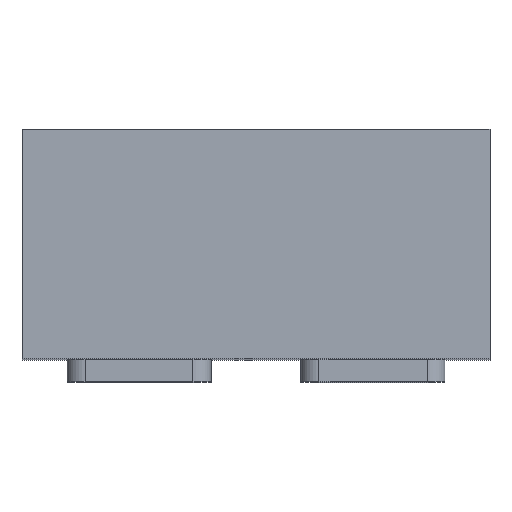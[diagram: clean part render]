
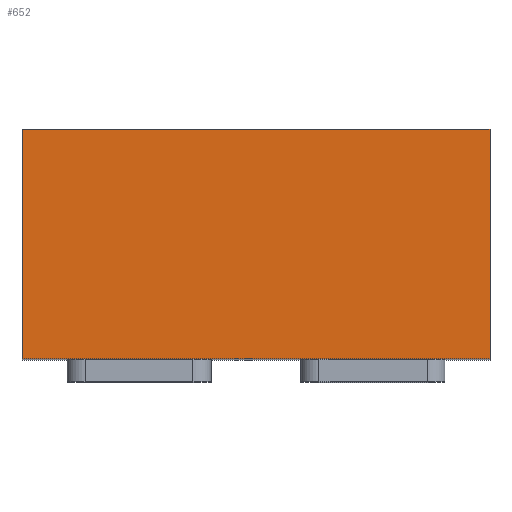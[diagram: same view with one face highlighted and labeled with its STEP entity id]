
A CAD part, top view. The second image highlights one B-rep face of the part: STEP entity #652.
In plain terms, the highlighted planar face has unit normal (0, 0, 1).
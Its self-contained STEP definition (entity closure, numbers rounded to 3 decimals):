
#75=FACE_OUTER_BOUND('',#114,.T.);
#114=EDGE_LOOP('',(#479,#480,#481,#482));
#150=LINE('',#950,#222);
#163=LINE('',#995,#235);
#170=LINE('',#1008,#242);
#171=LINE('',#1010,#243);
#222=VECTOR('',#763,1000.);
#235=VECTOR('',#796,1000.);
#242=VECTOR('',#807,1000.);
#243=VECTOR('',#810,1000.);
#292=VERTEX_POINT('',#944);
#294=VERTEX_POINT('',#948);
#313=VERTEX_POINT('',#988);
#316=VERTEX_POINT('',#993);
#354=EDGE_CURVE('',#292,#294,#150,.T.);
#376=EDGE_CURVE('',#316,#313,#163,.T.);
#383=EDGE_CURVE('',#292,#316,#170,.T.);
#384=EDGE_CURVE('',#294,#313,#171,.T.);
#479=ORIENTED_EDGE('',*,*,#383,.F.);
#480=ORIENTED_EDGE('',*,*,#354,.T.);
#481=ORIENTED_EDGE('',*,*,#384,.T.);
#482=ORIENTED_EDGE('',*,*,#376,.F.);
#625=PLANE('',#712);
#652=ADVANCED_FACE('',(#75),#625,.T.);
#712=AXIS2_PLACEMENT_3D('',#1009,#808,#809);
#763=DIRECTION('',(1.,0.,0.));
#796=DIRECTION('',(1.,0.,0.));
#807=DIRECTION('',(0.,1.,0.));
#808=DIRECTION('center_axis',(0.,0.,
1.));
#809=DIRECTION('ref_axis',(1.,0.,0.));
#810=DIRECTION('',(0.,1.,0.));
#944=CARTESIAN_POINT('',(-0.608,-0.281,0.512));
#948=CARTESIAN_POINT('',(0.692,-0.281,0.512));
#950=CARTESIAN_POINT('',(-0.608,-0.281,0.512));
#988=CARTESIAN_POINT('',(0.692,0.356,0.512));
#993=CARTESIAN_POINT('',(-0.608,0.356,0.512));
#995=CARTESIAN_POINT('',(-0.608,0.356,0.512));
#1008=CARTESIAN_POINT('',(-0.608,-2.421,0.512));
#1009=CARTESIAN_POINT('Origin',(-0.608,-2.421,0.512));
#1010=CARTESIAN_POINT('',(0.692,-2.421,0.512));
